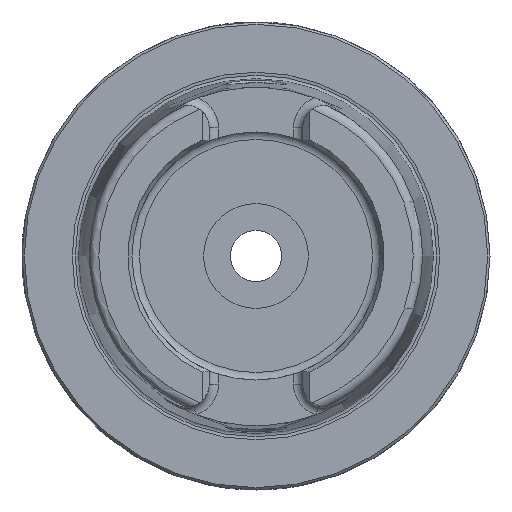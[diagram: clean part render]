
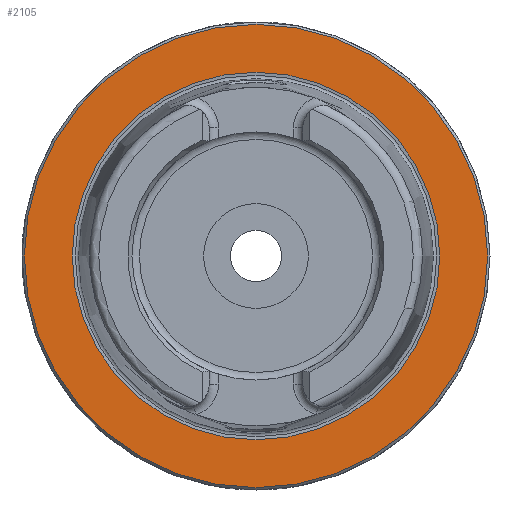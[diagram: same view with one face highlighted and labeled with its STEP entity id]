
A CAD part, left-side view. The second image highlights one B-rep face of the part: STEP entity #2105.
In plain terms, the highlighted planar face has unit normal (-1, 0, 0).
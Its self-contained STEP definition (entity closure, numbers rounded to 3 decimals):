
#98=FACE_BOUND('',#456,.T.);
#135=PLANE('',#2381);
#321=FACE_OUTER_BOUND('',#455,.T.);
#455=EDGE_LOOP('',(#1930));
#456=EDGE_LOOP('',(#1931));
#803=CIRCLE('',#2380,39.275);
#804=CIRCLE('',#2382,49.5);
#1018=VERTEX_POINT('',#4534);
#1019=VERTEX_POINT('',#4538);
#1327=EDGE_CURVE('',#1018,#1018,#803,.T.);
#1328=EDGE_CURVE('',#1019,#1019,#804,.T.);
#1930=ORIENTED_EDGE('',*,*,#1328,.F.);
#1931=ORIENTED_EDGE('',*,*,#1327,.T.);
#2105=ADVANCED_FACE('',(#321,#98),#135,.T.);
#2380=AXIS2_PLACEMENT_3D('',#4536,#2989,#2990);
#2381=AXIS2_PLACEMENT_3D('',#4537,#2991,#2992);
#2382=AXIS2_PLACEMENT_3D('',#4539,#2993,#2994);
#2989=DIRECTION('center_axis',(1.,0.,0.));
#2990=DIRECTION('ref_axis',(0.,0.,-1.));
#2991=DIRECTION('center_axis',(-1.,0.,0.));
#2992=DIRECTION('ref_axis',(0.,0.,1.));
#2993=DIRECTION('center_axis',(1.,0.,0.));
#2994=DIRECTION('ref_axis',(0.,0.,-1.));
#4534=CARTESIAN_POINT('',(0.,-39.275,0.));
#4536=CARTESIAN_POINT('Origin',(0.,0.,0.));
#4537=CARTESIAN_POINT('Origin',(0.,49.5,0.));
#4538=CARTESIAN_POINT('',(0.,-49.5,0.));
#4539=CARTESIAN_POINT('Origin',(0.,0.,0.));
